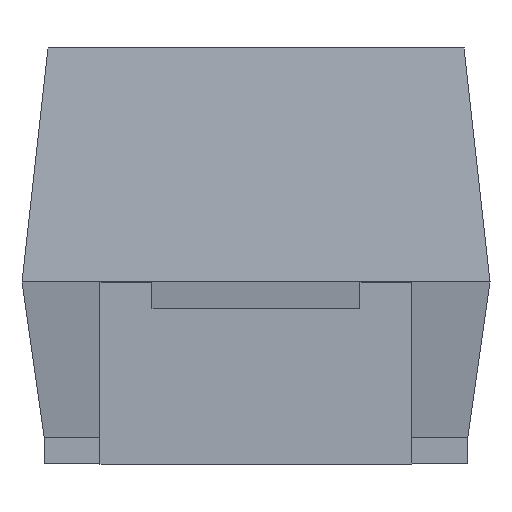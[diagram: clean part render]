
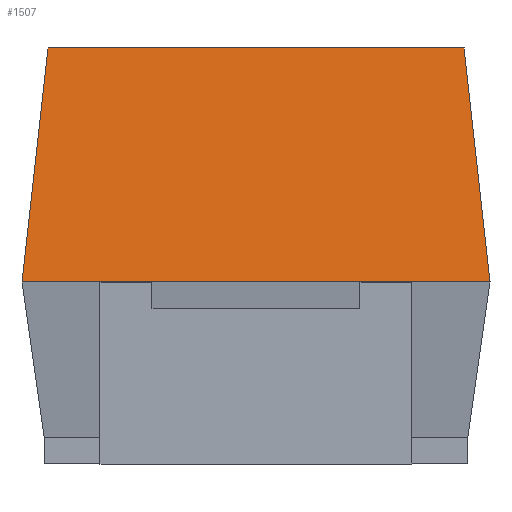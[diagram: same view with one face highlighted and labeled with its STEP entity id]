
A CAD part, left-side view. The second image highlights one B-rep face of the part: STEP entity #1507.
In plain terms, the highlighted planar face has unit normal (-0.994, 0, 0.11).
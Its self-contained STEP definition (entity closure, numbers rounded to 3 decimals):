
#1421=CARTESIAN_POINT('',(-1.6,0.8,1.6));
#1422=VERTEX_POINT('',#1421);
#1429=CARTESIAN_POINT('',(-1.6,-0.8,1.6));
#1430=VERTEX_POINT('',#1429);
#1431=CARTESIAN_POINT('',(-1.6,-0.8,1.6));
#1432=DIRECTION('',(0.0,1.0,0.0));
#1433=VECTOR('',#1432,1.6);
#1434=LINE('',#1431,#1433);
#1435=EDGE_CURVE('',#1430,#1422,#1434,.T.);
#1477=CARTESIAN_POINT('',(-1.65,-0.45,1.15));
#1478=DIRECTION('',(-0.994,0.,0.11));
#1479=DIRECTION('',(0.11,0.0,0.994));
#1480=AXIS2_PLACEMENT_3D('',#1477,#1478,#1479);
#1481=PLANE('',#1480);
#1482=ORIENTED_EDGE('',*,*,#1435,.T.);
#1483=CARTESIAN_POINT('',(-1.7,0.9,0.7));
#1484=VERTEX_POINT('',#1483);
#1485=CARTESIAN_POINT('',(-1.7,0.9,0.7));
#1486=DIRECTION('',(0.11,-0.11,0.988));
#1487=VECTOR('',#1486,0.911);
#1488=LINE('',#1485,#1487);
#1489=EDGE_CURVE('',#1484,#1422,#1488,.T.);
#1490=ORIENTED_EDGE('',*,*,#1489,.F.);
#1491=CARTESIAN_POINT('',(-1.7,-0.9,0.7));
#1492=VERTEX_POINT('',#1491);
#1493=CARTESIAN_POINT('',(-1.7,-0.9,0.7));
#1494=DIRECTION('',(0.0,1.0,0.0));
#1495=VECTOR('',#1494,1.8);
#1496=LINE('',#1493,#1495);
#1497=EDGE_CURVE('',#1492,#1484,#1496,.T.);
#1498=ORIENTED_EDGE('',*,*,#1497,.F.);
#1499=CARTESIAN_POINT('',(-1.7,-0.9,0.7));
#1500=DIRECTION('',(0.11,0.11,0.988));
#1501=VECTOR('',#1500,0.911);
#1502=LINE('',#1499,#1501);
#1503=EDGE_CURVE('',#1492,#1430,#1502,.T.);
#1504=ORIENTED_EDGE('',*,*,#1503,.T.);
#1505=EDGE_LOOP('',(#1482,#1490,#1498,#1504));
#1506=FACE_OUTER_BOUND('',#1505,.T.);
#1507=ADVANCED_FACE('',(#1506),#1481,.T.);
